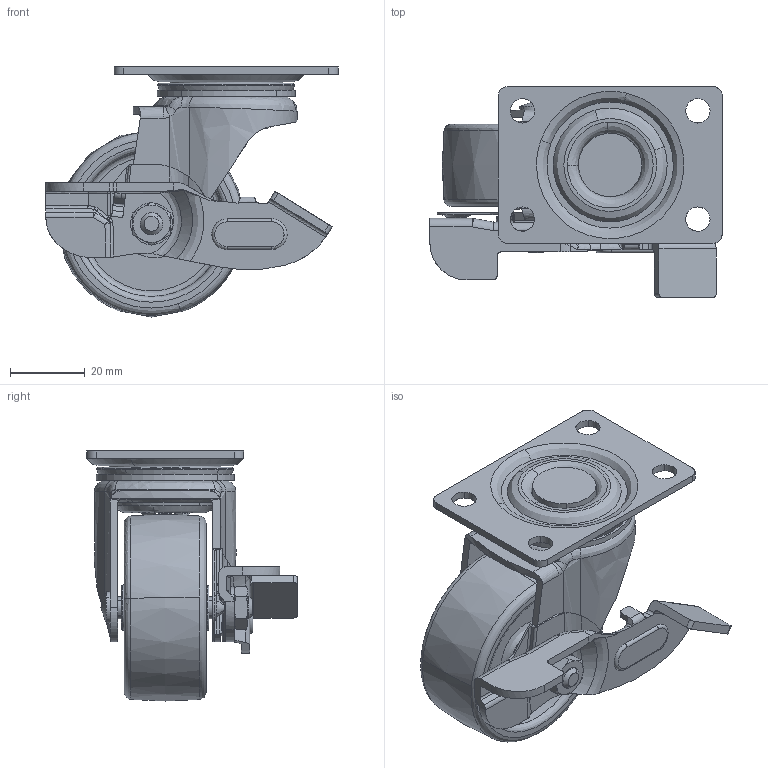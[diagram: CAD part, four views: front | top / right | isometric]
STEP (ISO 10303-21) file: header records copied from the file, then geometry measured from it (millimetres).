
FILE_DESCRIPTION((''),'2;1');
FILE_NAME('','2006-02-22T14:51:44',(''),(''),'','CADfix','');
FILE_SCHEMA(('AUTOMOTIVE_DESIGN'));
Length unit declared in the file: millimetre
Products named in the file (8): plate; wheel; mounting plate; main shaft; lever; body; axle; No_104_NS_5716_36
Assembly tree (7 placements, depth 2):
  No_104_NS_5716_36
    plate
    wheel
    mounting plate
    main shaft
    lever
    body
    axle
Bounding box: 78.33 x 56.4 x 67 mm (x, y, z)
Volume: 56732.2 mm3; surface area: 31885.5 mm2
Topology: 7 solids, 7 shells, 428 faces, 1390 edges, 985 vertices
Faces by surface type: bspline 428
Entity records: 23026 total; most frequent: CARTESIAN_POINT 14819, ORIENTED_EDGE 2762, EDGE_CURVE 1381, VERTEX_POINT 985, B_SPLINE_CURVE_WITH_KNOTS 912, EDGE_LOOP 472, QUASI_UNIFORM_CURVE 435, FACE_OUTER_BOUND 428
